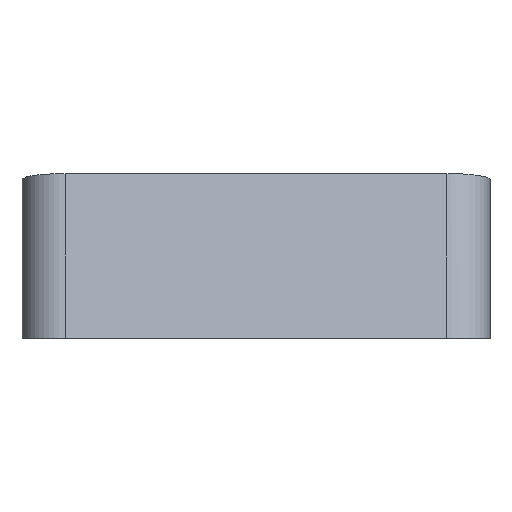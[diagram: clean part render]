
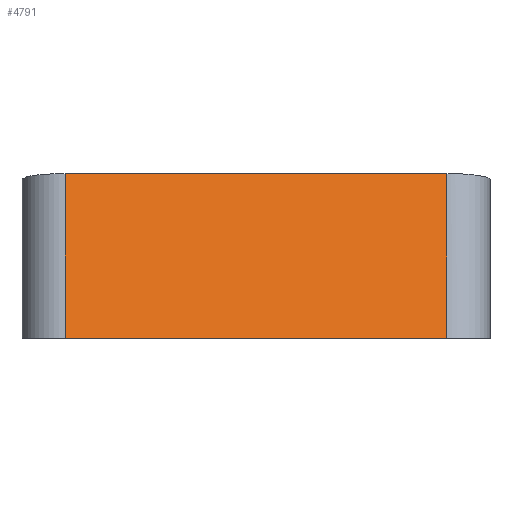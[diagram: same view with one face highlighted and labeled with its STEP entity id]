
A CAD part, front view. The second image highlights one B-rep face of the part: STEP entity #4791.
In plain terms, the highlighted planar face has unit normal (0, -0.951, 0.309).
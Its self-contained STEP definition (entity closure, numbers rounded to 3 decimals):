
#3297=VERTEX_POINT('',#3298);
#3298=CARTESIAN_POINT('',(-42.1,-83.5,38.282));
#3305=EDGE_CURVE('',#3297,#3306,#3308,.F.);
#3306=VERTEX_POINT('',#3307);
#3307=CARTESIAN_POINT('',(46.6,-83.5,38.282));
#3308=LINE('',#3309,#3310);
#3309=CARTESIAN_POINT('',(0.,-83.5,38.282));
#3310=VECTOR('',#3311,1.0);
#3311=DIRECTION('',(-1.0,0.,0.));
#4791=ADVANCED_FACE('',(#4792),#4817,.T.);
#4792=FACE_BOUND('',#4793,.T.);
#4793=EDGE_LOOP('',(#4794,#4804,#4810,#4811));
#4794=ORIENTED_EDGE('',*,*,#4795,.T.);
#4795=EDGE_CURVE('',#4796,#4798,#4800,.F.);
#4796=VERTEX_POINT('',#4797);
#4797=CARTESIAN_POINT('',(-42.1,-95.939,0.));
#4798=VERTEX_POINT('',#4799);
#4799=CARTESIAN_POINT('',(46.6,-95.939,0.));
#4800=LINE('',#4801,#4802);
#4801=CARTESIAN_POINT('',(0.0,-95.939,0.0));
#4802=VECTOR('',#4803,1.0);
#4803=DIRECTION('',(-1.0,0.0,0.0));
#4804=ORIENTED_EDGE('',*,*,#4805,.T.);
#4805=EDGE_CURVE('',#4798,#3306,#4806,.F.);
#4806=LINE('',#4807,#4808);
#4807=CARTESIAN_POINT('',(46.6,-83.5,38.282));
#4808=VECTOR('',#4809,1.0);
#4809=DIRECTION('',(0.0,-0.309,-0.951));
#4810=ORIENTED_EDGE('',*,*,#3305,.F.);
#4811=ORIENTED_EDGE('',*,*,#4812,.T.);
#4812=EDGE_CURVE('',#3297,#4796,#4813,.F.);
#4813=LINE('',#4814,#4815);
#4814=CARTESIAN_POINT('',(-42.1,-78.804,52.736));
#4815=VECTOR('',#4816,1.0);
#4816=DIRECTION('',(0.,0.309,0.951));
#4817=PLANE('',#4818);
#4818=AXIS2_PLACEMENT_3D('',#4819,#4820,#4821);
#4819=CARTESIAN_POINT('',(0.,-83.5,38.282));
#4820=DIRECTION('',(0.,-0.951,0.309));
#4821=DIRECTION('',(0.0,-0.309,-0.951));
